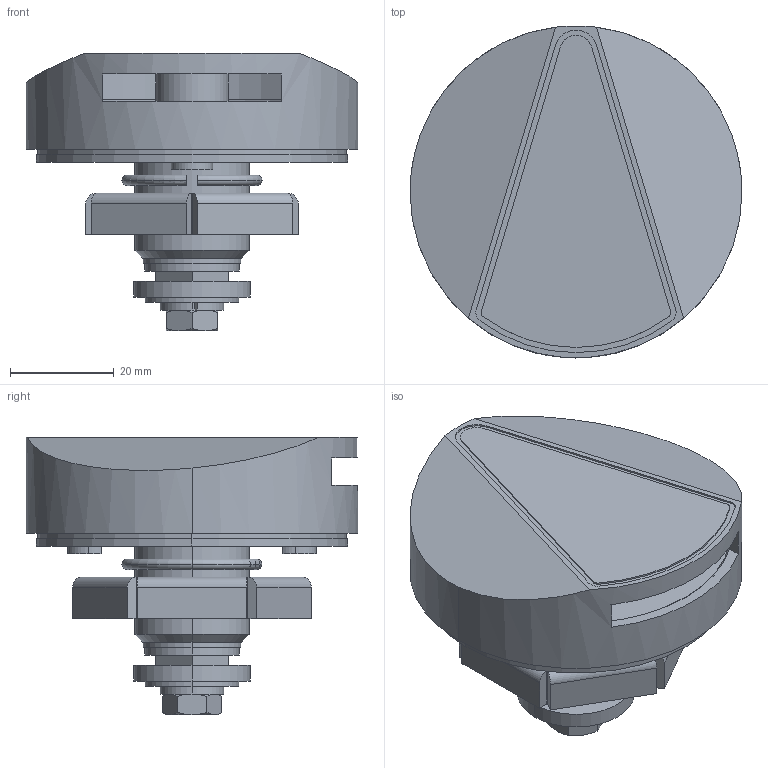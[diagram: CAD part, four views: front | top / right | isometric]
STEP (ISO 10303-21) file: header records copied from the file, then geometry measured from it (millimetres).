
FILE_DESCRIPTION (( 'STEP AP203' ), '1' );
FILE_NAME ('A-1316-2.STEP', '2021-07-02T07:05:44', ( '' ), ( '' ), 'SwSTEP 2.0', 'SolidWorks 2018', '' );
FILE_SCHEMA (( 'CONFIG_CONTROL_DESIGN' ));
Length unit declared in the file: millimetre
Products named in the file (9): A-1316-2_Ring Washer_; A-1316-2_nut_; A-1316-2_color_; A-1316-2_body_; A-1316-2_cover_; A-1316-2_Square Spacer_; A-1316-2_hex head bolt__M6x14十字穴付六角ボルト(鉄)ダブルセムス(P3)旧JIS; A-1316-2; A-1316-2_packing_
Assembly tree (8 placements, depth 2):
  A-1316-2
    A-1316-2_body_
    A-1316-2_cover_
    A-1316-2_packing_
    A-1316-2_Ring Washer_
    A-1316-2_nut_
    A-1316-2_color_
    A-1316-2_Square Spacer_
    A-1316-2_hex head bolt__M6x14十字穴付六角ボルト(鉄)ダブルセムス(P3)旧JIS
Bounding box: 64 x 64 x 53.5 mm (x, y, z)
Volume: 59122.5 mm3; surface area: 37352.2 mm2
Topology: 8 solids, 8 shells, 230 faces, 545 edges, 343 vertices
Faces by surface type: plane 121, cylinder 83, cone 18, torus 8
Entity records: 7718 total; most frequent: CARTESIAN_POINT 1351, DIRECTION 1193, ORIENTED_EDGE 1086, EDGE_CURVE 543, AXIS2_PLACEMENT_3D 449, VERTEX_POINT 343, VECTOR 295, LINE 295
